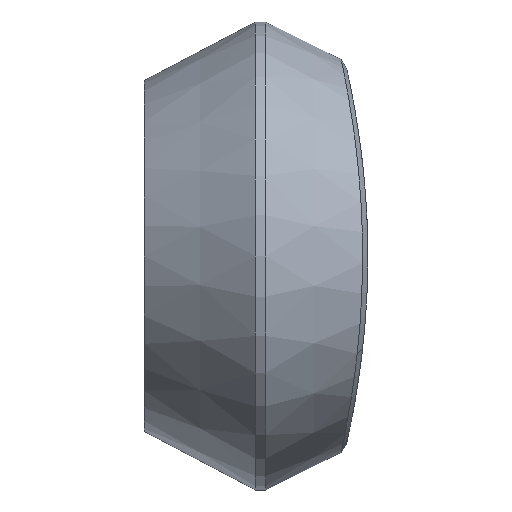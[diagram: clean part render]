
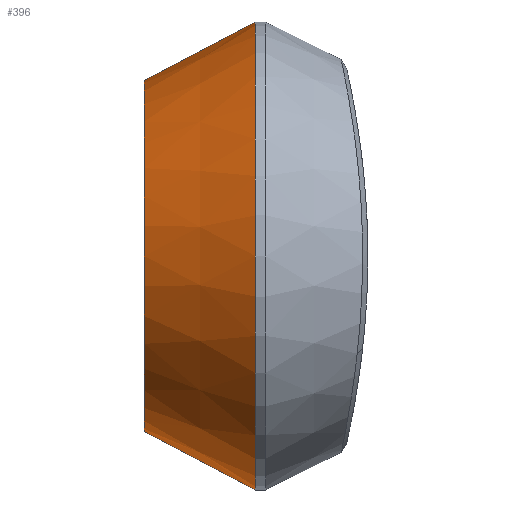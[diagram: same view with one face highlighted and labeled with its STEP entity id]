
A CAD part, left-side view. The second image highlights one B-rep face of the part: STEP entity #396.
In plain terms, the highlighted conical face has half-angle 27.768 degrees and reference radius 33.044 mm.
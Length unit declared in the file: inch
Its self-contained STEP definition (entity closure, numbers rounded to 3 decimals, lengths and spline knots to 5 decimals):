
#34 = ORIENTED_EDGE ( 'NONE', *, *, #490, .F. ) ;
#48 = ORIENTED_EDGE ( 'NONE', *, *, #884, .F. ) ;
#53 = VERTEX_POINT ( 'NONE', #689 ) ;
#130 = DIRECTION ( 'NONE',  ( 0., -1., 0. ) ) ;
#136 = CARTESIAN_POINT ( 'NONE',  ( 0., 6.875, 1.30096 ) ) ;
#143 = DIRECTION ( 'NONE',  ( 0., 0., -1. ) ) ;
#150 = ORIENTED_EDGE ( 'NONE', *, *, #325, .T. ) ;
#218 = CARTESIAN_POINT ( 'NONE',  ( 0., 6.05182, -1.73437 ) ) ;
#239 = LINE ( 'NONE', #136, #616 ) ;
#261 = EDGE_LOOP ( 'NONE', ( #48, #150, #323, #34 ) ) ;
#279 = VERTEX_POINT ( 'NONE', #386 ) ;
#294 = DIRECTION ( 'NONE',  ( 0., -0.885, -0.466 ) ) ;
#316 = AXIS2_PLACEMENT_3D ( 'NONE', #439, #130, #143 ) ;
#323 = ORIENTED_EDGE ( 'NONE', *, *, #838, .T. ) ;
#325 = EDGE_CURVE ( 'NONE', #1152, #279, #468, .T. ) ;
#386 = CARTESIAN_POINT ( 'NONE',  ( 0., 6.875, -1.30096 ) ) ;
#396 = ADVANCED_FACE ( 'NONE', ( #740 ), #644, .T. ) ;
#439 = CARTESIAN_POINT ( 'NONE',  ( 0., 6.875, 0. ) ) ;
#468 = CIRCLE ( 'NONE', #316, 1.30096 ) ;
#490 = EDGE_CURVE ( 'NONE', #53, #873, #748, .T. ) ;
#519 = DIRECTION ( 'NONE',  ( 0., 0., -1. ) ) ;
#530 = DIRECTION ( 'NONE',  ( 0., 0., -1. ) ) ;
#593 = AXIS2_PLACEMENT_3D ( 'NONE', #828, #643, #530 ) ;
#616 = VECTOR ( 'NONE', #1078, 39.37008 ) ;
#626 = CARTESIAN_POINT ( 'NONE',  ( 0., 6.875, 0. ) ) ;
#643 = DIRECTION ( 'NONE',  ( 0., -1., 0. ) ) ;
#644 = CONICAL_SURFACE ( 'NONE', #1323, 1.30096, 0.485 ) ;
#689 = CARTESIAN_POINT ( 'NONE',  ( 0., 6.05182, 1.73437 ) ) ;
#740 = FACE_OUTER_BOUND ( 'NONE', #261, .T. ) ;
#748 = CIRCLE ( 'NONE', #593, 1.73437 ) ;
#796 = LINE ( 'NONE', #909, #1132 ) ;
#828 = CARTESIAN_POINT ( 'NONE',  ( 0., 6.05182, 0. ) ) ;
#838 = EDGE_CURVE ( 'NONE', #279, #873, #796, .T. ) ;
#873 = VERTEX_POINT ( 'NONE', #218 ) ;
#884 = EDGE_CURVE ( 'NONE', #1152, #53, #239, .T. ) ;
#909 = CARTESIAN_POINT ( 'NONE',  ( 0., 6.875, -1.30096 ) ) ;
#1044 = CARTESIAN_POINT ( 'NONE',  ( 0., 6.875, 1.30096 ) ) ;
#1078 = DIRECTION ( 'NONE',  ( 0., -0.885, 0.466 ) ) ;
#1132 = VECTOR ( 'NONE', #294, 39.37008 ) ;
#1150 = DIRECTION ( 'NONE',  ( 0., -1., 0. ) ) ;
#1152 = VERTEX_POINT ( 'NONE', #1044 ) ;
#1323 = AXIS2_PLACEMENT_3D ( 'NONE', #626, #1150, #519 ) ;
